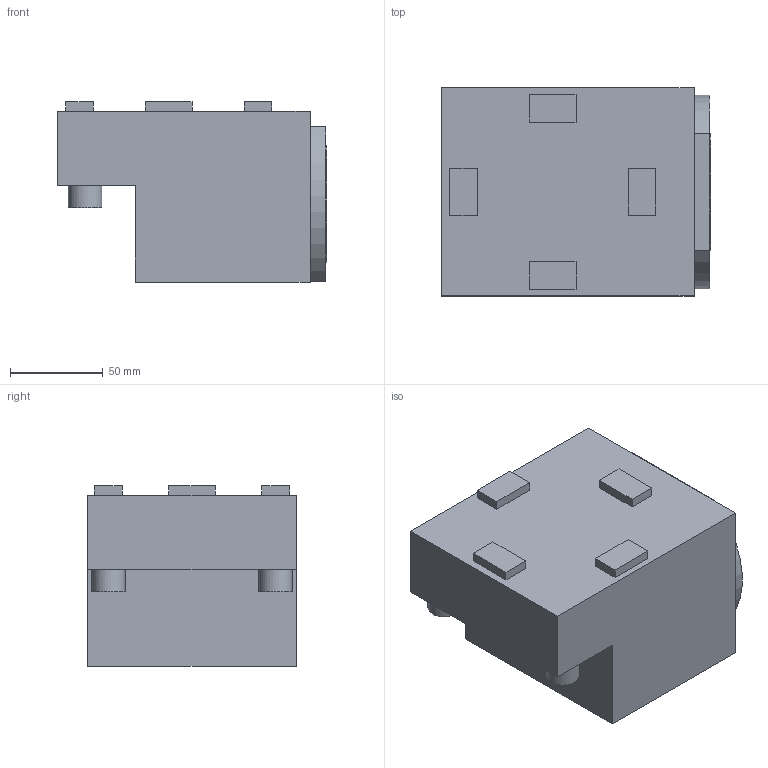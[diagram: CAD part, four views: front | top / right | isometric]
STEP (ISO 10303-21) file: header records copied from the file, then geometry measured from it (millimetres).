
FILE_DESCRIPTION(/* description */ (''),/* implementation_level */ '2;1');
FILE_NAME(/* name */ '1529069403221.stp',/* time_stamp */ '2018-06-15T15:30:08+02:00',/* author */ (''),/* organization */ ('SMS'),/* preprocessor_version */ 'ST-DEVELOPER v15',/* originating_system */ 'SIEMENS PLM Software NX 8.5',/* authorisation */ '');
FILE_SCHEMA (('AUTOMOTIVE_DESIGN { 1 0 10303 214 3 1 1 1 }'));
Length unit declared in the file: millimetre
Products named in the file (1): 200838932mod000_01
Bounding box: 145 x 112 x 97 mm (x, y, z)
Volume: 1181999.3 mm3; surface area: 82552.5 mm2
Topology: 1 solids, 1 shells, 45 faces, 103 edges, 71 vertices
Faces by surface type: plane 37, cylinder 7, bspline 1
Full cylindrical faces by diameter (mm): 4 x1, 18 x2, 48.5 x1, 63 x1
Entity records: 1538 total; most frequent: CARTESIAN_POINT 500, DIRECTION 196, ORIENTED_EDGE 190, EDGE_CURVE 95, LINE 74, VECTOR 74, VERTEX_POINT 69, EDGE_LOOP 62
